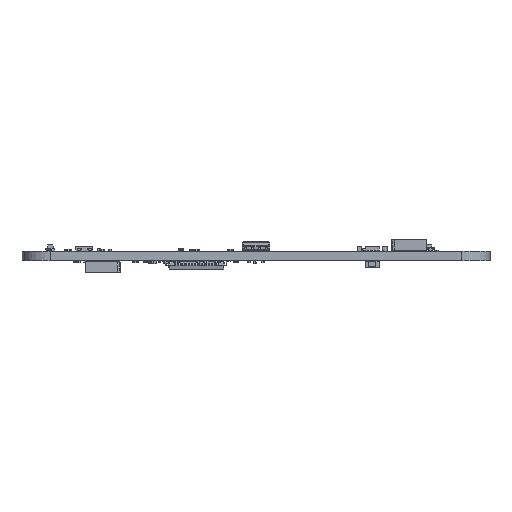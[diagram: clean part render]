
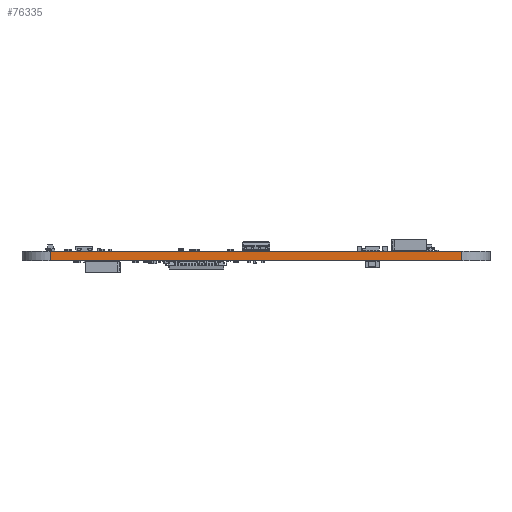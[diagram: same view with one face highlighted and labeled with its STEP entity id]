
A CAD part, front view. The second image highlights one B-rep face of the part: STEP entity #76335.
In plain terms, the highlighted planar face has unit normal (0, -1, 0).
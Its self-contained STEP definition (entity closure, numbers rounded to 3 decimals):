
#74793 = VERTEX_POINT('',#74794);
#74794 = CARTESIAN_POINT('',(5.,0.,0.));
#74801 = EDGE_CURVE('',#74802,#74793,#74804,.T.);
#74802 = VERTEX_POINT('',#74803);
#74803 = CARTESIAN_POINT('',(77.5,0.,0.));
#74804 = LINE('',#74805,#74806);
#74805 = CARTESIAN_POINT('',(77.5,-0.,0.));
#74806 = VECTOR('',#74807,1.);
#74807 = DIRECTION('',(-1.,0.,0.));
#75423 = VERTEX_POINT('',#75424);
#75424 = CARTESIAN_POINT('',(5.,0.,1.6));
#75431 = EDGE_CURVE('',#75432,#75423,#75434,.T.);
#75432 = VERTEX_POINT('',#75433);
#75433 = CARTESIAN_POINT('',(77.5,0.,1.6));
#75434 = LINE('',#75435,#75436);
#75435 = CARTESIAN_POINT('',(77.5,0.,1.6));
#75436 = VECTOR('',#75437,1.);
#75437 = DIRECTION('',(-1.,0.,0.));
#76305 = EDGE_CURVE('',#74793,#75423,#76306,.T.);
#76306 = LINE('',#76307,#76308);
#76307 = CARTESIAN_POINT('',(5.,0.,0.));
#76308 = VECTOR('',#76309,1.);
#76309 = DIRECTION('',(0.,0.,1.));
#76335 = ADVANCED_FACE('',(#76336),#76347,.T.);
#76336 = FACE_BOUND('',#76337,.T.);
#76337 = EDGE_LOOP('',(#76338,#76344,#76345,#76346));
#76338 = ORIENTED_EDGE('',*,*,#76339,.T.);
#76339 = EDGE_CURVE('',#74802,#75432,#76340,.T.);
#76340 = LINE('',#76341,#76342);
#76341 = CARTESIAN_POINT('',(77.5,0.,0.));
#76342 = VECTOR('',#76343,1.);
#76343 = DIRECTION('',(0.,0.,1.));
#76344 = ORIENTED_EDGE('',*,*,#75431,.T.);
#76345 = ORIENTED_EDGE('',*,*,#76305,.F.);
#76346 = ORIENTED_EDGE('',*,*,#74801,.F.);
#76347 = PLANE('',#76348);
#76348 = AXIS2_PLACEMENT_3D('',#76349,#76350,#76351);
#76349 = CARTESIAN_POINT('',(77.5,0.,0.));
#76350 = DIRECTION('',(0.,-1.,0.));
#76351 = DIRECTION('',(-1.,0.,0.));
